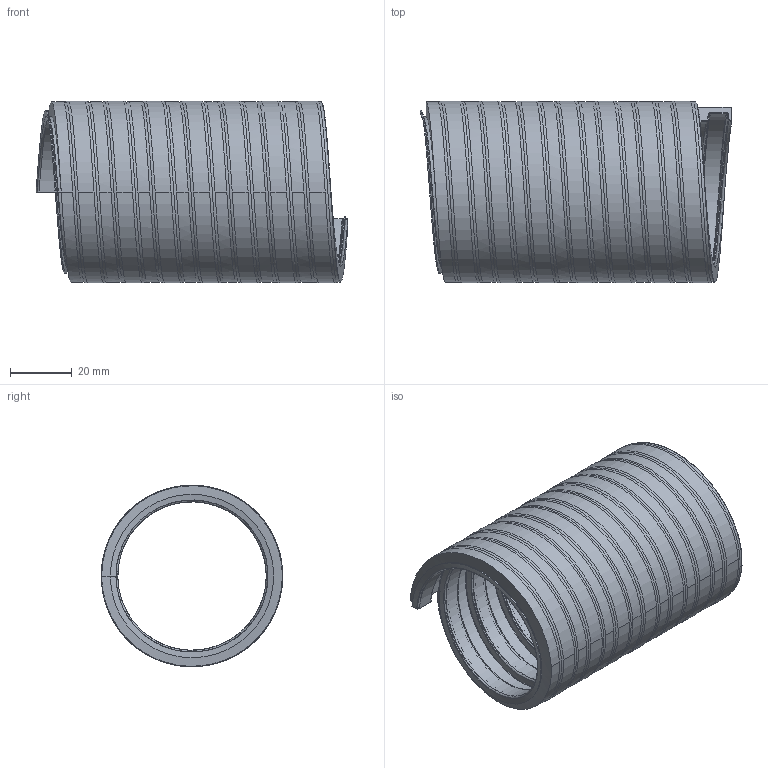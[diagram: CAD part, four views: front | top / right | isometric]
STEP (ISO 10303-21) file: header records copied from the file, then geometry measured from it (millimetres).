
FILE_DESCRIPTION(/* description */ ('Металлорукав МПГ нг черный','CAx-IF Rec.Pracs.---Representation and Presentation of Product Manufacturing Information (PMI)---4.0---2014-10-13'),/* implementation_level */ '2;1');
FILE_NAME(/* name */ '',/* time_stamp */ '2025-06-02T15:26:16+07:00',/* author */ ('zeta-82'),/* organization */ ('АО "ЗЭТА"'),/* preprocessor_version */ 'ST-DEVELOPER v19.2',/* originating_system */ 'Autodesk Inventor 2024',/* authorisation */ '');
FILE_SCHEMA (('AP242_MANAGED_MODEL_BASED_3D_ENGINEERING_MIM_LF { 1 0 10303 442 1 1 4 }'));
Length unit declared in the file: millimetre
Products named in the file (3): ЗЭТА.104.420.000-12; ЗЭТА.104.210.000-12; Пластикат НГП 
30-32 (50) серый
Assembly tree (2 placements, depth 2):
  ЗЭТА.104.420.000-12
    ЗЭТА.104.210.000-12
    Пластикат НГП 
30-32 (50) серый
Bounding box: 100.9 x 58.7 x 58.69 mm (x, y, z)
Volume: 58316.8 mm3; surface area: 78315.2 mm2
Topology: 2 solids, 2 shells, 111 faces, 325 edges, 216 vertices
Faces by surface type: cylinder 81, bspline 26, plane 4
Full cylindrical faces by diameter (mm): 48 x6, 48.7 x12, 49.4 x6, 52.8 x6, 53.5 x6, 54.2 x12, 58.4 x7, 58.7 x6
Entity records: 17087 total; most frequent: CARTESIAN_POINT 14166, ORIENTED_EDGE 650, DIRECTION 411, EDGE_CURVE 325, VERTEX_POINT 216, B_SPLINE_CURVE_WITH_KNOTS 180, AXIS2_PLACEMENT_3D 149, STYLED_ITEM 116
